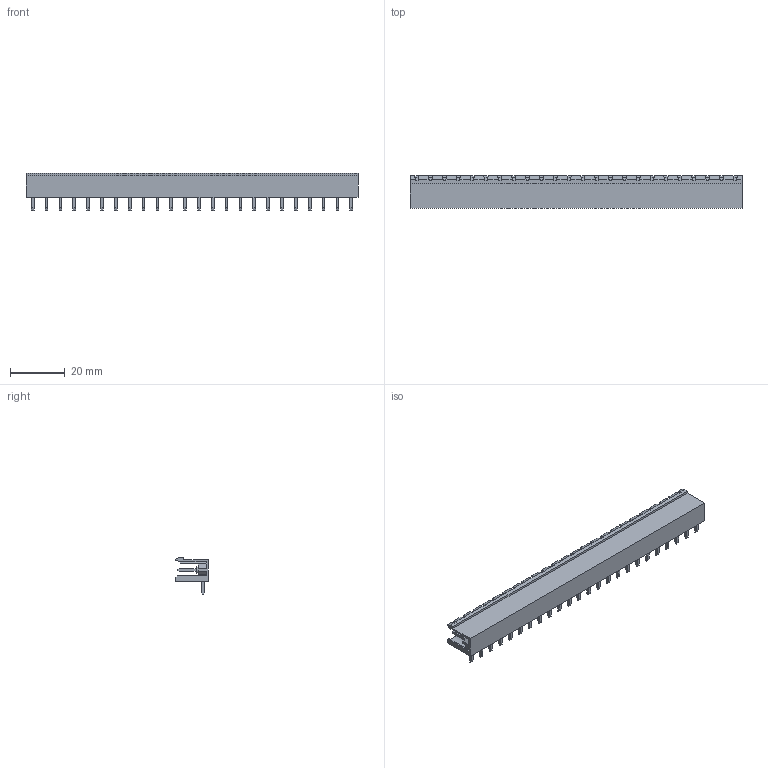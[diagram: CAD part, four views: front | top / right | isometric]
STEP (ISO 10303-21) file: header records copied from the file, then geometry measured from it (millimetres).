
FILE_DESCRIPTION (( 'STEP AP203' ), '1' );
FILE_NAME ('SOKETLI BASKILI DEVRE KLEMENSI - 5,08 MM EKREK 90 AÇIK - 24 LI.STEP', '2018-09-11T12:58:10', ( 'user' ), ( '' ), 'SwSTEP 2.0', 'SolidWorks 2016', '' );
FILE_SCHEMA (( 'CONFIG_CONTROL_DESIGN' ));
Length unit declared in the file: millimetre
Products named in the file (1): SOKETLI BASKILI DEVRE KLEMENSI - 5,08 MM EKREK 90 AÇIK - 24 LI
Bounding box: 121.81 x 12 x 13.6 mm (x, y, z)
Volume: 5653.6 mm3; surface area: 10141 mm2
Topology: 1 solids, 1 shells, 1219 faces, 3315 edges, 2194 vertices
Faces by surface type: plane 979, cylinder 216, cone 24
Entity records: 38174 total; most frequent: CARTESIAN_POINT 6873, ORIENTED_EDGE 6630, DIRECTION 6211, EDGE_CURVE 3315, LINE 2763, VECTOR 2763, VERTEX_POINT 2194, AXIS2_PLACEMENT_3D 1724
